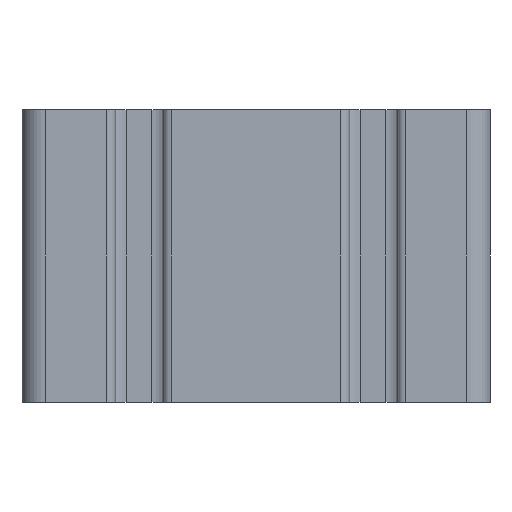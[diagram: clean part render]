
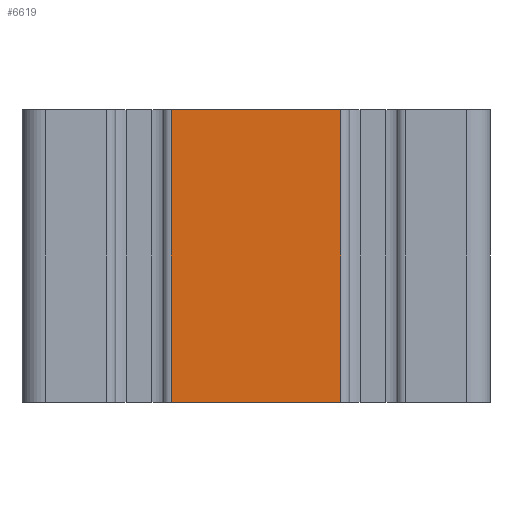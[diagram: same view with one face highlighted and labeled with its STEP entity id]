
A CAD part, front view. The second image highlights one B-rep face of the part: STEP entity #6619.
In plain terms, the highlighted planar face has unit normal (0, -1, 0).
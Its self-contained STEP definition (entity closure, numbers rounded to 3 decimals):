
#658 = EDGE_CURVE ( 'NONE', #10341, #1072, #11339, .T. ) ;
#1072 = VERTEX_POINT ( 'NONE', #2368 ) ;
#1143 = EDGE_CURVE ( 'NONE', #3769, #1072, #6072, .T. ) ;
#1403 = VECTOR ( 'NONE', #5217, 1000. ) ;
#1492 = CARTESIAN_POINT ( 'NONE',  ( 14.5, -20., 25. ) ) ;
#1509 = CARTESIAN_POINT ( 'NONE',  ( -14.5, -20., 25. ) ) ;
#1909 = DIRECTION ( 'NONE',  ( -1., 0., 0. ) ) ;
#1912 = CARTESIAN_POINT ( 'NONE',  ( 14.5, -20., 25. ) ) ;
#2368 = CARTESIAN_POINT ( 'NONE',  ( 14.5, -20., -25. ) ) ;
#2924 = DIRECTION ( 'NONE',  ( 1., 0., 0. ) ) ;
#3332 = VERTEX_POINT ( 'NONE', #7504 ) ;
#3370 = DIRECTION ( 'NONE',  ( 1., 0., 0. ) ) ;
#3769 = VERTEX_POINT ( 'NONE', #7134 ) ;
#4029 = DIRECTION ( 'NONE',  ( 0., 0., -1. ) ) ;
#4473 = VECTOR ( 'NONE', #2924, 1000. ) ;
#4691 = LINE ( 'NONE', #7395, #4473 ) ;
#5217 = DIRECTION ( 'NONE',  ( 0., 0., -1. ) ) ;
#5383 = FACE_OUTER_BOUND ( 'NONE', #11120, .T. ) ;
#5729 = CARTESIAN_POINT ( 'NONE',  ( 14.5, -20., 25. ) ) ;
#5990 = VECTOR ( 'NONE', #4029, 1000. ) ;
#6072 = LINE ( 'NONE', #9679, #7068 ) ;
#6147 = ORIENTED_EDGE ( 'NONE', *, *, #6356, .F. ) ;
#6356 = EDGE_CURVE ( 'NONE', #3332, #10341, #4691, .T. ) ;
#6439 = PLANE ( 'NONE',  #11127 ) ;
#6619 = ADVANCED_FACE ( 'NONE', ( #5383 ), #6439, .F. ) ;
#6988 = LINE ( 'NONE', #1509, #1403 ) ;
#7068 = VECTOR ( 'NONE', #3370, 1000. ) ;
#7134 = CARTESIAN_POINT ( 'NONE',  ( -14.5, -20., -25. ) ) ;
#7395 = CARTESIAN_POINT ( 'NONE',  ( 14.5, -20., 25. ) ) ;
#7504 = CARTESIAN_POINT ( 'NONE',  ( -14.5, -20., 25. ) ) ;
#7550 = ORIENTED_EDGE ( 'NONE', *, *, #658, .F. ) ;
#8819 = EDGE_CURVE ( 'NONE', #3332, #3769, #6988, .T. ) ;
#9273 = DIRECTION ( 'NONE',  ( 0., 1., 0. ) ) ;
#9319 = ORIENTED_EDGE ( 'NONE', *, *, #8819, .T. ) ;
#9679 = CARTESIAN_POINT ( 'NONE',  ( 14.5, -20., -25. ) ) ;
#10027 = ORIENTED_EDGE ( 'NONE', *, *, #1143, .T. ) ;
#10341 = VERTEX_POINT ( 'NONE', #1912 ) ;
#11120 = EDGE_LOOP ( 'NONE', ( #10027, #7550, #6147, #9319 ) ) ;
#11127 = AXIS2_PLACEMENT_3D ( 'NONE', #5729, #9273, #1909 ) ;
#11339 = LINE ( 'NONE', #1492, #5990 ) ;
